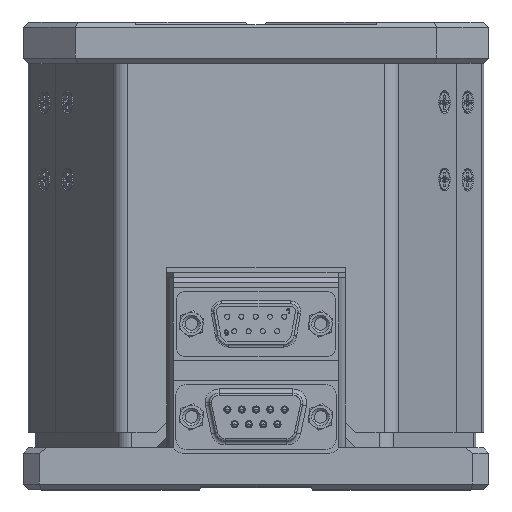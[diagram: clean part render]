
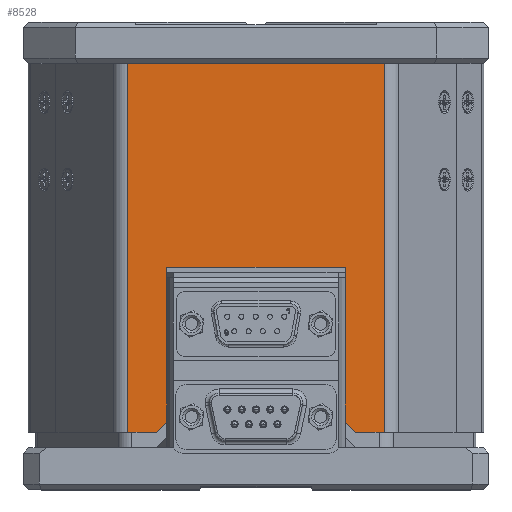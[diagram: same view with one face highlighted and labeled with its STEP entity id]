
A CAD part, top view. The second image highlights one B-rep face of the part: STEP entity #8528.
In plain terms, the highlighted face is planar.
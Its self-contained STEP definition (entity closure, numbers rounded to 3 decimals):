
#8428 = EDGE_CURVE ( 'NONE', #8455, #8429, #21347, .T. ) ;
#8429 = VERTEX_POINT ( 'NONE', #21401 ) ;
#8455 = VERTEX_POINT ( 'NONE', #21416 ) ;
#8467 = EDGE_CURVE ( 'NONE', #8468, #8429, #21461, .T. ) ;
#8468 = VERTEX_POINT ( 'NONE', #21457 ) ;
#8511 = ORIENTED_EDGE ( 'NONE', *, *, #8512, .F. ) ;
#8512 = EDGE_CURVE ( 'NONE', #8513, #11560, #21512, .T. ) ;
#8513 = VERTEX_POINT ( 'NONE', #21503 ) ;
#8514 = ORIENTED_EDGE ( 'NONE', *, *, #8515, .T. ) ;
#8515 = EDGE_CURVE ( 'NONE', #8513, #8468, #21502, .T. ) ;
#8516 = ORIENTED_EDGE ( 'NONE', *, *, #8467, .T. ) ;
#8517 = ORIENTED_EDGE ( 'NONE', *, *, #8428, .F. ) ;
#8518 = ORIENTED_EDGE ( 'NONE', *, *, #8519, .T. ) ;
#8519 = EDGE_CURVE ( 'NONE', #8455, #8520, #21561, .T. ) ;
#8520 = VERTEX_POINT ( 'NONE', #21557 ) ;
#8521 = ORIENTED_EDGE ( 'NONE', *, *, #8522, .F. ) ;
#8522 = EDGE_CURVE ( 'NONE', #8523, #8520, #21556, .T. ) ;
#8523 = VERTEX_POINT ( 'NONE', #21552 ) ;
#8528 = ADVANCED_FACE ( 'NONE', ( #21546 ), #21545, .T. ) ;
#8529 = EDGE_LOOP ( 'NONE', ( #8530, #8534, #8537, #8511, #8514, #8516, #8517, #8518, #8521, #8583 ) ) ;
#8530 = ORIENTED_EDGE ( 'NONE', *, *, #8531, .F. ) ;
#8531 = EDGE_CURVE ( 'NONE', #8532, #8533, #21543, .T. ) ;
#8532 = VERTEX_POINT ( 'NONE', #21536 ) ;
#8533 = VERTEX_POINT ( 'NONE', #21535 ) ;
#8534 = ORIENTED_EDGE ( 'NONE', *, *, #8535, .T. ) ;
#8535 = EDGE_CURVE ( 'NONE', #8532, #8536, #21534, .T. ) ;
#8536 = VERTEX_POINT ( 'NONE', #21594 ) ;
#8537 = ORIENTED_EDGE ( 'NONE', *, *, #8538, .F. ) ;
#8538 = EDGE_CURVE ( 'NONE', #11560, #8536, #21593, .T. ) ;
#8583 = ORIENTED_EDGE ( 'NONE', *, *, #8584, .F. ) ;
#8584 = EDGE_CURVE ( 'NONE', #8533, #8523, #21644, .T. ) ;
#11560 = VERTEX_POINT ( 'NONE', #27141 ) ;
#21347 = LINE ( 'NONE', #21404, #21403 ) ;
#21401 = CARTESIAN_POINT ( 'NONE',  ( 24.836, 0., 0. ) ) ;
#21402 = DIRECTION ( 'NONE',  ( 1., 0., 0. ) ) ;
#21403 = VECTOR ( 'NONE', #21402, 1000. ) ;
#21404 = CARTESIAN_POINT ( 'NONE',  ( -24.836, 0., 0. ) ) ;
#21416 = CARTESIAN_POINT ( 'NONE',  ( 19.271, 0., 0. ) ) ;
#21457 = CARTESIAN_POINT ( 'NONE',  ( 24.836, 71.5, 0. ) ) ;
#21458 = DIRECTION ( 'NONE',  ( 0., -1., 0. ) ) ;
#21459 = VECTOR ( 'NONE', #21458, 1000. ) ;
#21460 = CARTESIAN_POINT ( 'NONE',  ( 24.836, 71.5, 0. ) ) ;
#21461 = LINE ( 'NONE', #21460, #21459 ) ;
#21502 = LINE ( 'NONE', #21564, #21563 ) ;
#21503 = CARTESIAN_POINT ( 'NONE',  ( -24.836, 71.5, 0. ) ) ;
#21504 = DIRECTION ( 'NONE',  ( 0., -1., 0. ) ) ;
#21505 = VECTOR ( 'NONE', #21504, 1000. ) ;
#21506 = CARTESIAN_POINT ( 'NONE',  ( -24.836, 71.5, 0. ) ) ;
#21512 = LINE ( 'NONE', #21506, #21505 ) ;
#21532 = VECTOR ( 'NONE', #21595, 1000. ) ;
#21533 = CARTESIAN_POINT ( 'NONE',  ( 13.697, 32.968, 0. ) ) ;
#21534 = LINE ( 'NONE', #21533, #21532 ) ;
#21535 = CARTESIAN_POINT ( 'NONE',  ( -17.271, 32., 0. ) ) ;
#21536 = CARTESIAN_POINT ( 'NONE',  ( -17.271, 2., 0. ) ) ;
#21537 = DIRECTION ( 'NONE',  ( 0., 1., 0. ) ) ;
#21538 = VECTOR ( 'NONE', #21537, 1000. ) ;
#21539 = CARTESIAN_POINT ( 'NONE',  ( -17.271, 0., 0. ) ) ;
#21540 = DIRECTION ( 'NONE',  ( -1., 0., 0. ) ) ;
#21541 = DIRECTION ( 'NONE',  ( 0., 0., -1. ) ) ;
#21542 = CARTESIAN_POINT ( 'NONE',  ( -24.836, 71.5, 0. ) ) ;
#21543 = LINE ( 'NONE', #21539, #21538 ) ;
#21544 = AXIS2_PLACEMENT_3D ( 'NONE', #21542, #21541, #21540 ) ;
#21545 = PLANE ( 'NONE',  #21544 ) ;
#21546 = FACE_OUTER_BOUND ( 'NONE', #8529, .T. ) ;
#21552 = CARTESIAN_POINT ( 'NONE',  ( 17.271, 32., 0. ) ) ;
#21553 = DIRECTION ( 'NONE',  ( 0., -1., 0. ) ) ;
#21554 = VECTOR ( 'NONE', #21553, 1000. ) ;
#21555 = CARTESIAN_POINT ( 'NONE',  ( 17.271, 0., 0. ) ) ;
#21556 = LINE ( 'NONE', #21555, #21554 ) ;
#21557 = CARTESIAN_POINT ( 'NONE',  ( 17.271, 2., 0. ) ) ;
#21558 = DIRECTION ( 'NONE',  ( -0.707, 0.707, 0. ) ) ;
#21559 = VECTOR ( 'NONE', #21558, 1000. ) ;
#21560 = CARTESIAN_POINT ( 'NONE',  ( -38.532, 57.803, 0. ) ) ;
#21561 = LINE ( 'NONE', #21560, #21559 ) ;
#21562 = DIRECTION ( 'NONE',  ( 1., 0., 0. ) ) ;
#21563 = VECTOR ( 'NONE', #21562, 1000. ) ;
#21564 = CARTESIAN_POINT ( 'NONE',  ( -24.836, 71.5, 0. ) ) ;
#21590 = DIRECTION ( 'NONE',  ( 1., 0., 0. ) ) ;
#21591 = VECTOR ( 'NONE', #21590, 1000. ) ;
#21592 = CARTESIAN_POINT ( 'NONE',  ( -24.836, 0., 0. ) ) ;
#21593 = LINE ( 'NONE', #21592, #21591 ) ;
#21594 = CARTESIAN_POINT ( 'NONE',  ( -19.271, 0., 0. ) ) ;
#21595 = DIRECTION ( 'NONE',  ( -0.707, -0.707, 0. ) ) ;
#21641 = DIRECTION ( 'NONE',  ( 1., 0., 0. ) ) ;
#21642 = VECTOR ( 'NONE', #21641, 1000. ) ;
#21643 = CARTESIAN_POINT ( 'NONE',  ( 17.271, 32., 0. ) ) ;
#21644 = LINE ( 'NONE', #21643, #21642 ) ;
#27141 = CARTESIAN_POINT ( 'NONE',  ( -24.836, 0., 0. ) ) ;
